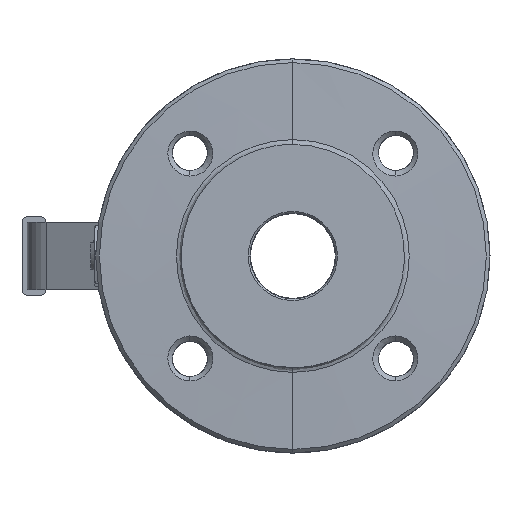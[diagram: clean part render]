
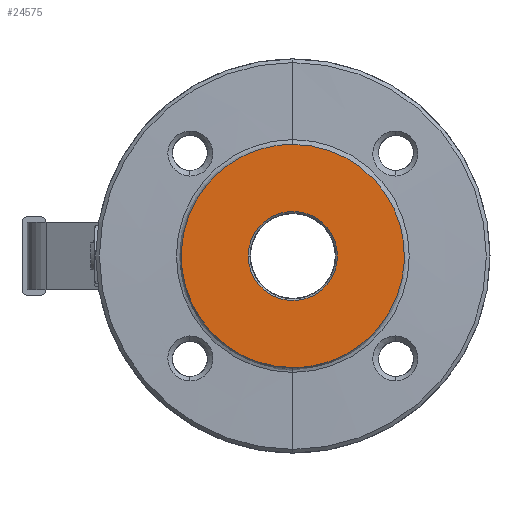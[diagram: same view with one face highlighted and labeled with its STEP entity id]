
A CAD part, left-side view. The second image highlights one B-rep face of the part: STEP entity #24575.
In plain terms, the highlighted planar face has unit normal (-1, 0, 0).
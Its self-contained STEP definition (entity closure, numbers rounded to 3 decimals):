
#1698 = VERTEX_POINT ( 'NONE', #30596 ) ;
#1703 = EDGE_CURVE ( 'NONE', #1698, #1704, #30645, .T. ) ;
#1704 = VERTEX_POINT ( 'NONE', #30672 ) ;
#6591 = DIRECTION ( 'NONE',  ( 0., -1., 0. ) ) ;
#6592 = DIRECTION ( 'NONE',  ( -1., 0., 0. ) ) ;
#6593 = CARTESIAN_POINT ( 'NONE',  ( -80.5, 0., 0. ) ) ;
#6594 = AXIS2_PLACEMENT_3D ( 'NONE', #6593, #6592, #6591 ) ;
#6595 = CIRCLE ( 'NONE', #6594, 13. ) ;
#6601 = DIRECTION ( 'NONE',  ( 0., 0., -1. ) ) ;
#6602 = DIRECTION ( 'NONE',  ( 1., 0., 0. ) ) ;
#6603 = AXIS2_PLACEMENT_3D ( 'NONE', #6605, #6602, #6601 ) ;
#6605 = CARTESIAN_POINT ( 'NONE',  ( -80.5, -32.936, 32.936 ) ) ;
#6606 = PLANE ( 'NONE',  #6603 ) ;
#6612 = FACE_OUTER_BOUND ( 'NONE', #41013, .T. ) ;
#6613 = FACE_BOUND ( 'NONE', #38959, .T. ) ;
#22747 = CARTESIAN_POINT ( 'NONE',  ( -80.5, 0., 32.545 ) ) ;
#22748 = CARTESIAN_POINT ( 'NONE',  ( -80.5, 65.09, 32.545 ) ) ;
#22749 = CARTESIAN_POINT ( 'NONE',  ( -80.5, 65.09, -32.545 ) ) ;
#22750 = CARTESIAN_POINT ( 'NONE',  ( -80.5, 0., -32.545 ) ) ;
#22751 =( BOUNDED_CURVE ( )  B_SPLINE_CURVE ( 3, ( #22750, #22749, #22748, #22747 ),
 .UNSPECIFIED., .F., .F. ) 
 B_SPLINE_CURVE_WITH_KNOTS ( ( 4, 4 ),
 ( 0., 0.103 ),
 .UNSPECIFIED. ) 
 CURVE ( )  GEOMETRIC_REPRESENTATION_ITEM ( )  RATIONAL_B_SPLINE_CURVE ( ( 0.964, 0.321, 0.321, 0.964 ) ) 
 REPRESENTATION_ITEM ( '' )  );
#22773 = CARTESIAN_POINT ( 'NONE',  ( -80.5, 0., -32.545 ) ) ;
#22774 = CARTESIAN_POINT ( 'NONE',  ( -80.5, -65.09, -32.545 ) ) ;
#22775 = CARTESIAN_POINT ( 'NONE',  ( -80.5, -65.09, 32.545 ) ) ;
#22776 = CARTESIAN_POINT ( 'NONE',  ( -80.5, 0., 32.545 ) ) ;
#22777 =( BOUNDED_CURVE ( )  B_SPLINE_CURVE ( 3, ( #22776, #22775, #22774, #22773 ),
 .UNSPECIFIED., .F., .T. ) 
 B_SPLINE_CURVE_WITH_KNOTS ( ( 4, 4 ),
 ( 0., 0.103 ),
 .UNSPECIFIED. ) 
 CURVE ( )  GEOMETRIC_REPRESENTATION_ITEM ( )  RATIONAL_B_SPLINE_CURVE ( ( 0.964, 0.321, 0.321, 0.964 ) ) 
 REPRESENTATION_ITEM ( '' )  );
#24561 = EDGE_CURVE ( 'NONE', #1704, #1698, #6595, .T. ) ;
#24569 = ORIENTED_EDGE ( 'NONE', *, *, #24561, .F. ) ;
#24575 = ADVANCED_FACE ( 'NONE', ( #6613, #6612 ), #6606, .F. ) ;
#26031 = CARTESIAN_POINT ( 'NONE',  ( -80.5, 0., 32.545 ) ) ;
#26032 = CARTESIAN_POINT ( 'NONE',  ( -80.5, 0., -32.545 ) ) ;
#30596 = CARTESIAN_POINT ( 'NONE',  ( -80.5, 13., 0. ) ) ;
#30643 = CARTESIAN_POINT ( 'NONE',  ( -80.5, 0., 0. ) ) ;
#30644 = AXIS2_PLACEMENT_3D ( 'NONE', #30643, #30674, #30673 ) ;
#30645 = CIRCLE ( 'NONE', #30644, 13. ) ;
#30672 = CARTESIAN_POINT ( 'NONE',  ( -80.5, -13., 0. ) ) ;
#30673 = DIRECTION ( 'NONE',  ( 0., -1., 0. ) ) ;
#30674 = DIRECTION ( 'NONE',  ( -1., 0., 0. ) ) ;
#35908 = EDGE_CURVE ( 'NONE', #39730, #39750, #22751, .T. ) ;
#35912 = EDGE_CURVE ( 'NONE', #39750, #39730, #22777, .T. ) ;
#38959 = EDGE_LOOP ( 'NONE', ( #24569, #41022 ) ) ;
#39730 = VERTEX_POINT ( 'NONE', #26032 ) ;
#39750 = VERTEX_POINT ( 'NONE', #26031 ) ;
#41013 = EDGE_LOOP ( 'NONE', ( #41014, #41018 ) ) ;
#41014 = ORIENTED_EDGE ( 'NONE', *, *, #35908, .F. ) ;
#41018 = ORIENTED_EDGE ( 'NONE', *, *, #35912, .F. ) ;
#41022 = ORIENTED_EDGE ( 'NONE', *, *, #1703, .F. ) ;
